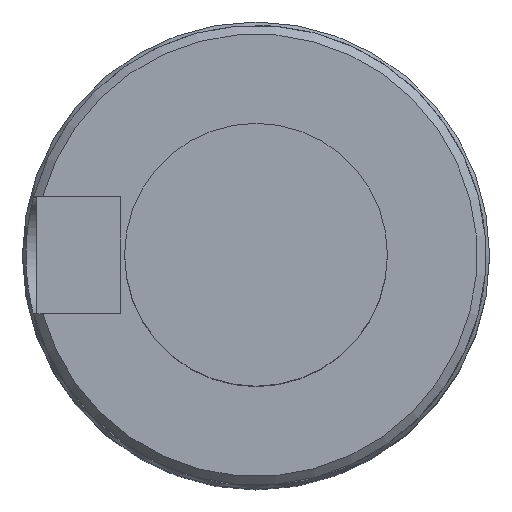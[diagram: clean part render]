
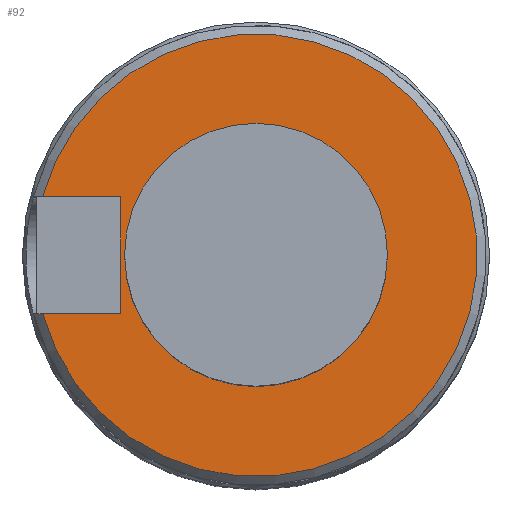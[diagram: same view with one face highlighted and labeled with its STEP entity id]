
A CAD part, top view. The second image highlights one B-rep face of the part: STEP entity #92.
In plain terms, the highlighted planar face has unit normal (0, 0, 1).
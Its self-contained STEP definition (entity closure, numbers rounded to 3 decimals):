
#54=FACE_BOUND('',#144,.T.);
#55=FACE_BOUND('',#145,.T.);
#92=ADVANCED_FACE('',(#54,#55),#107,.F.);
#107=PLANE('',#396);
#144=EDGE_LOOP('',(#204));
#145=EDGE_LOOP('',(#205,#206,#207,#208));
#156=CIRCLE('',#381,18.);
#163=CIRCLE('',#395,30.3);
#204=ORIENTED_EDGE('',*,*,#275,.T.);
#205=ORIENTED_EDGE('',*,*,#282,.T.);
#206=ORIENTED_EDGE('',*,*,#283,.F.);
#207=ORIENTED_EDGE('',*,*,#284,.T.);
#208=ORIENTED_EDGE('',*,*,#285,.T.);
#245=VERTEX_POINT('',#537);
#252=VERTEX_POINT('',#558);
#253=VERTEX_POINT('',#559);
#254=VERTEX_POINT('',#561);
#255=VERTEX_POINT('',#563);
#275=EDGE_CURVE('',#245,#245,#156,.T.);
#282=EDGE_CURVE('',#252,#253,#163,.T.);
#283=EDGE_CURVE('',#254,#253,#307,.T.);
#284=EDGE_CURVE('',#254,#255,#308,.T.);
#285=EDGE_CURVE('',#255,#252,#309,.T.);
#307=LINE('',#560,#326);
#308=LINE('',#562,#327);
#309=LINE('',#564,#328);
#326=VECTOR('',#473,1.);
#327=VECTOR('',#474,1.);
#328=VECTOR('',#475,1.);
#381=AXIS2_PLACEMENT_3D('',#536,#443,#444);
#395=AXIS2_PLACEMENT_3D('',#557,#471,#472);
#396=AXIS2_PLACEMENT_3D('',#565,#476,#477);
#443=DIRECTION('',(0.,0.,-1.));
#444=DIRECTION('',(0.,1.,0.));
#471=DIRECTION('',(0.,0.,1.));
#472=DIRECTION('',(-0.959,-0.284,0.));
#473=DIRECTION('',(-1.,0.,0.));
#474=DIRECTION('',(0.,-1.,0.));
#475=DIRECTION('',(-1.,0.,0.));
#476=DIRECTION('',(0.,0.,-1.));
#477=DIRECTION('',(-1.,0.,0.));
#536=CARTESIAN_POINT('',(0.,0.,0.));
#537=CARTESIAN_POINT('',(0.,18.,0.));
#557=CARTESIAN_POINT('',(0.,0.,0.));
#558=CARTESIAN_POINT('',(-29.222,-8.01,0.));
#559=CARTESIAN_POINT('',(-29.222,8.01,0.));
#560=CARTESIAN_POINT('',(0.,8.01,0.));
#561=CARTESIAN_POINT('',(-18.5,8.01,0.));
#562=CARTESIAN_POINT('',(-18.5,0.,0.));
#563=CARTESIAN_POINT('',(-18.5,-8.01,0.));
#564=CARTESIAN_POINT('',(-18.5,-8.01,0.));
#565=CARTESIAN_POINT('',(0.,0.,0.));
